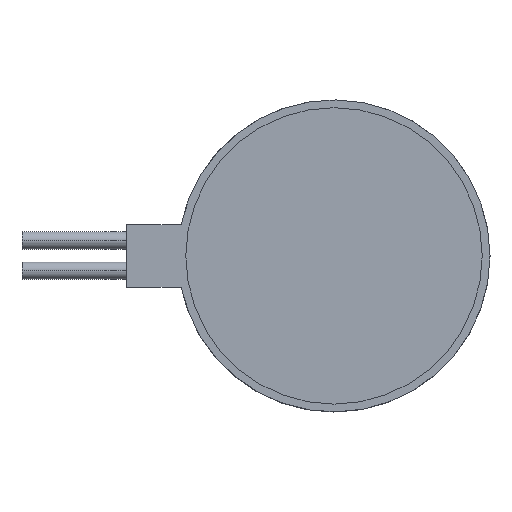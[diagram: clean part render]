
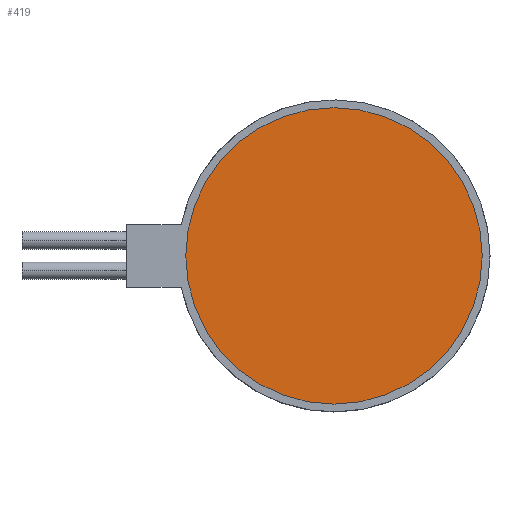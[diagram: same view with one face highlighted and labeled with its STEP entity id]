
A CAD part, top view. The second image highlights one B-rep face of the part: STEP entity #419.
In plain terms, the highlighted planar face has unit normal (0, 0, 1).
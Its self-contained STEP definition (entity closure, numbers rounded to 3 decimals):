
#9 = DIRECTION ( 'NONE',  ( 0., 0., 1. ) ) ;
#11 = VERTEX_POINT ( 'NONE', #379 ) ;
#38 = AXIS2_PLACEMENT_3D ( 'NONE', #191, #493, #238 ) ;
#57 = EDGE_LOOP ( 'NONE', ( #114, #161 ) ) ;
#64 = EDGE_CURVE ( 'NONE', #531, #11, #262, .T. ) ;
#114 = ORIENTED_EDGE ( 'NONE', *, *, #64, .T. ) ;
#147 = AXIS2_PLACEMENT_3D ( 'NONE', #393, #9, #226 ) ;
#161 = ORIENTED_EDGE ( 'NONE', *, *, #409, .T. ) ;
#173 = DIRECTION ( 'NONE',  ( 0., 0., 1. ) ) ;
#174 = PLANE ( 'NONE',  #147 ) ;
#191 = CARTESIAN_POINT ( 'NONE',  ( 0., 0., 3.55 ) ) ;
#219 = CIRCLE ( 'NONE', #38, 4.75 ) ;
#226 = DIRECTION ( 'NONE',  ( 1., 0., 0. ) ) ;
#238 = DIRECTION ( 'NONE',  ( 1., 0., 0. ) ) ;
#262 = CIRCLE ( 'NONE', #368, 4.75 ) ;
#364 = FACE_OUTER_BOUND ( 'NONE', #57, .T. ) ;
#368 = AXIS2_PLACEMENT_3D ( 'NONE', #435, #173, #480 ) ;
#379 = CARTESIAN_POINT ( 'NONE',  ( 4.75, 0., 3.55 ) ) ;
#393 = CARTESIAN_POINT ( 'NONE',  ( 0., 0., 3.55 ) ) ;
#409 = EDGE_CURVE ( 'NONE', #11, #531, #219, .T. ) ;
#419 = ADVANCED_FACE ( 'NONE', ( #364 ), #174, .T. ) ;
#435 = CARTESIAN_POINT ( 'NONE',  ( 0., 0., 3.55 ) ) ;
#480 = DIRECTION ( 'NONE',  ( 1., 0., 0. ) ) ;
#493 = DIRECTION ( 'NONE',  ( 0., 0., 1. ) ) ;
#502 = CARTESIAN_POINT ( 'NONE',  ( -4.75, 0., 3.55 ) ) ;
#531 = VERTEX_POINT ( 'NONE', #502 ) ;
